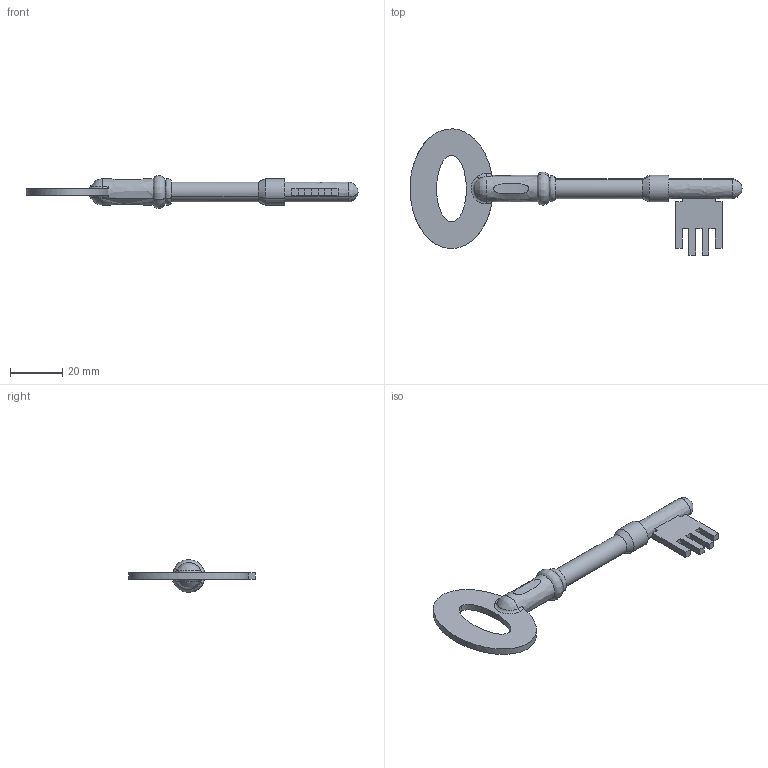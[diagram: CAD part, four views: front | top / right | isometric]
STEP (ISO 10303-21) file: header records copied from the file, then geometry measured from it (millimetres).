
FILE_DESCRIPTION(('k1-db-214','Test','Test Part'),'2;1');
FILE_NAME('TestModel','2001-08-31T18:15:13+01:00',('Winfried Weber'),('debis','GS CADCAM','Leinfelden'),'T-Systems, debis Systemhaus: CATIA-->STEP Version 4.1.1','CATIA','WW');
FILE_SCHEMA(('AUTOMOTIVE_DESIGN { 1 0 10303 214 0 1 1 1 }'));
Length unit declared in the file: millimetre
Products named in the file (1): k1-db-214
Bounding box: 126.99 x 48.26 x 12.67 mm (x, y, z)
Surface area: 5842.3 mm2 (no closed solid volume)
Topology: 0 solids, 1 shells, 58 faces, 149 edges, 95 vertices
Faces by surface type: bspline 58
Entity records: 10339 total; most frequent: CARTESIAN_POINT 7922, PCURVE 294, DEFINITIONAL_REPRESENTATION 294, ORIENTED_EDGE 294, B_SPLINE_CURVE_WITH_KNOTS 287, DIRECTION 154, VECTOR 154, LINE 154
